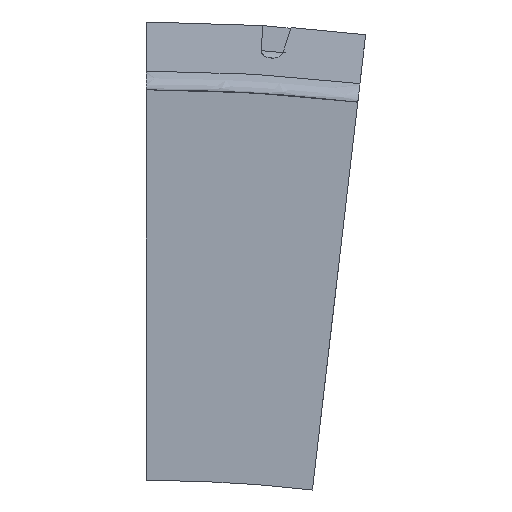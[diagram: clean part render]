
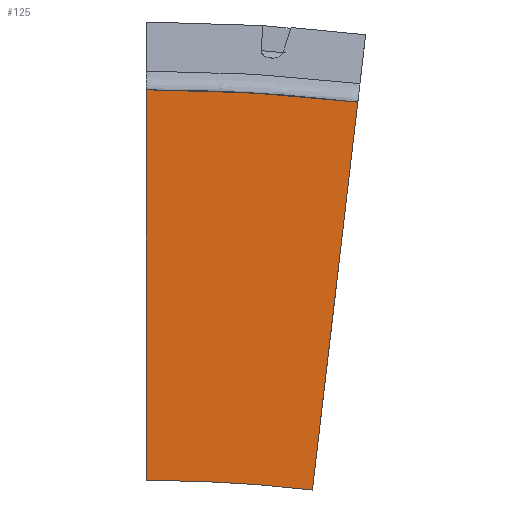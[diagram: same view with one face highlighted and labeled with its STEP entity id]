
A CAD part, front view. The second image highlights one B-rep face of the part: STEP entity #125.
In plain terms, the highlighted planar face has unit normal (0, -1, 0).
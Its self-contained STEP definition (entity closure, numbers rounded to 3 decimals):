
#57=CARTESIAN_POINT('Axis2P3D Location',(0.,0.,-350.5)) ;
#61=CARTESIAN_POINT('Vertex',(0.,0.,-85.)) ;
#63=CARTESIAN_POINT('Vertex',(30.791,0.,-86.791)) ;
#92=CARTESIAN_POINT('Axis2P3D Location',(0.,0.,0.)) ;
#98=CARTESIAN_POINT('Control Point',(0.,0.,-12.6)) ;
#99=CARTESIAN_POINT('Control Point',(7.855,0.,-12.6)) ;
#100=CARTESIAN_POINT('Control Point',(15.71,0.,-12.828)) ;
#101=CARTESIAN_POINT('Control Point',(23.556,0.,-13.285)) ;
#102=CARTESIAN_POINT('Control Point',(31.385,0.,-13.969)) ;
#103=CARTESIAN_POINT('Control Point',(39.187,0.,-14.88)) ;
#104=CARTESIAN_POINT('Vertex',(0.,0.,-12.6)) ;
#106=CARTESIAN_POINT('Vertex',(39.187,0.,-14.88)) ;
#109=CARTESIAN_POINT('Line Origine',(0.,0.,-48.8)) ;
#114=CARTESIAN_POINT('Line Origine',(34.989,0.,-50.836)) ;
#58=DIRECTION('Axis2P3D Direction',(0.,1.,0.)) ;
#93=DIRECTION('Axis2P3D Direction',(0.,1.,0.)) ;
#94=DIRECTION('Axis2P3D XDirection',(1.,-0.,0.)) ;
#110=DIRECTION('Vector Direction',(0.,0.,-1.)) ;
#115=DIRECTION('Vector Direction',(-0.116,0.,-0.993)) ;
#59=AXIS2_PLACEMENT_3D('Circle Axis2P3D',#57,#58,$) ;
#95=AXIS2_PLACEMENT_3D('Plane Axis2P3D',#92,#93,#94) ;
#120=ORIENTED_EDGE('',*,*,#108,.F.) ;
#121=ORIENTED_EDGE('',*,*,#113,.T.) ;
#122=ORIENTED_EDGE('',*,*,#65,.T.) ;
#123=ORIENTED_EDGE('',*,*,#118,.F.) ;
#111=VECTOR('Line Direction',#110,1.) ;
#116=VECTOR('Line Direction',#115,1.) ;
#125=ADVANCED_FACE('Master Model',(#124),#96,.F.) ;
#97=B_SPLINE_CURVE_WITH_KNOTS('',5,(#98,#99,#100,#101,#102,#103),.UNSPECIFIED.,.F.,.U.,(6,6),(0.,55.552),.UNSPECIFIED.) ;
#60=CIRCLE('generated circle',#59,265.5) ;
#65=EDGE_CURVE('',#62,#64,#60,.T.) ;
#108=EDGE_CURVE('',#105,#107,#97,.T.) ;
#113=EDGE_CURVE('',#105,#62,#112,.T.) ;
#118=EDGE_CURVE('',#107,#64,#117,.T.) ;
#119=EDGE_LOOP('',(#120,#121,#122,#123)) ;
#124=FACE_OUTER_BOUND('',#119,.T.) ;
#112=LINE('Line',#109,#111) ;
#117=LINE('Line',#114,#116) ;
#96=PLANE('',#95) ;
#62=VERTEX_POINT('',#61) ;
#64=VERTEX_POINT('',#63) ;
#105=VERTEX_POINT('',#104) ;
#107=VERTEX_POINT('',#106) ;
